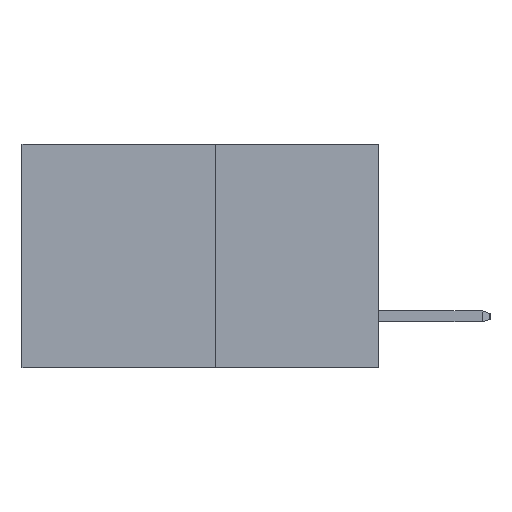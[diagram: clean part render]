
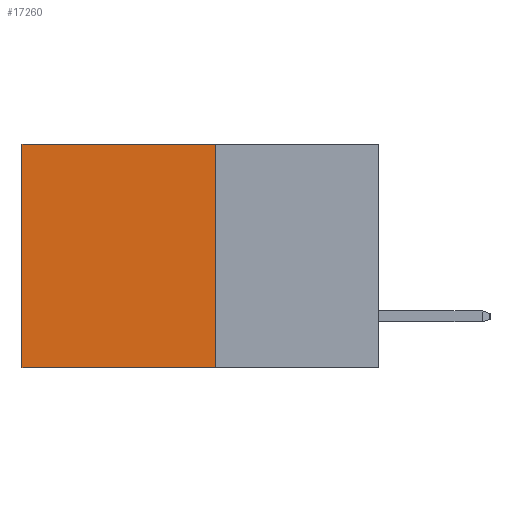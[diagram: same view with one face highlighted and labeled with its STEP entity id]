
A CAD part, left-side view. The second image highlights one B-rep face of the part: STEP entity #17260.
In plain terms, the highlighted planar face has unit normal (-1, 0, 0).
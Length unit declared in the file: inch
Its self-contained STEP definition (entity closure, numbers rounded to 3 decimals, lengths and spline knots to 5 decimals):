
#1470 = DIRECTION ( 'NONE',  ( 0., 1., 0. ) ) ;
#1491 = VERTEX_POINT ( 'NONE', #26908 ) ;
#2437 = CARTESIAN_POINT ( 'NONE',  ( 0.277, 0.27, -0.37 ) ) ;
#2798 = EDGE_CURVE ( 'NONE', #1491, #23895, #4088, .T. ) ;
#3444 = VECTOR ( 'NONE', #22564, 39.37008 ) ;
#4088 = LINE ( 'NONE', #26348, #19633 ) ;
#4614 = DIRECTION ( 'NONE',  ( 0., 0., -1. ) ) ;
#4673 = VERTEX_POINT ( 'NONE', #12596 ) ;
#4782 = ORIENTED_EDGE ( 'NONE', *, *, #16000, .F. ) ;
#5462 = VERTEX_POINT ( 'NONE', #13116 ) ;
#8373 = ORIENTED_EDGE ( 'NONE', *, *, #2798, .F. ) ;
#8960 = FACE_OUTER_BOUND ( 'NONE', #9812, .T. ) ;
#9046 = LINE ( 'NONE', #12715, #25105 ) ;
#9812 = EDGE_LOOP ( 'NONE', ( #18557, #8373, #4782, #14050 ) ) ;
#9981 = CARTESIAN_POINT ( 'NONE',  ( 0.277, 0.59, -0.37 ) ) ;
#12596 = CARTESIAN_POINT ( 'NONE',  ( 0.277, 0.27, 0. ) ) ;
#12715 = CARTESIAN_POINT ( 'NONE',  ( 0.277, 0.27, -0.37 ) ) ;
#13075 = PLANE ( 'NONE',  #22665 ) ;
#13116 = CARTESIAN_POINT ( 'NONE',  ( 0.277, 0.59, 0. ) ) ;
#14050 = ORIENTED_EDGE ( 'NONE', *, *, #17618, .T. ) ;
#16000 = EDGE_CURVE ( 'NONE', #4673, #1491, #9046, .T. ) ;
#16306 = CARTESIAN_POINT ( 'NONE',  ( 0.277, 0.59, -0.37 ) ) ;
#16980 = DIRECTION ( 'NONE',  ( 0., 0., -1. ) ) ;
#17228 = LINE ( 'NONE', #26714, #21435 ) ;
#17260 = ADVANCED_FACE ( 'NONE', ( #8960 ), #13075, .F. ) ;
#17332 = DIRECTION ( 'NONE',  ( 1., 0., 0. ) ) ;
#17618 = EDGE_CURVE ( 'NONE', #4673, #5462, #17228, .T. ) ;
#18557 = ORIENTED_EDGE ( 'NONE', *, *, #25986, .T. ) ;
#19633 = VECTOR ( 'NONE', #19970, 39.37008 ) ;
#19970 = DIRECTION ( 'NONE',  ( 0., 1., 0. ) ) ;
#21435 = VECTOR ( 'NONE', #1470, 39.37008 ) ;
#22564 = DIRECTION ( 'NONE',  ( 0., 0., -1. ) ) ;
#22665 = AXIS2_PLACEMENT_3D ( 'NONE', #2437, #17332, #4614 ) ;
#23895 = VERTEX_POINT ( 'NONE', #9981 ) ;
#25105 = VECTOR ( 'NONE', #16980, 39.37008 ) ;
#25829 = LINE ( 'NONE', #16306, #3444 ) ;
#25986 = EDGE_CURVE ( 'NONE', #5462, #23895, #25829, .T. ) ;
#26348 = CARTESIAN_POINT ( 'NONE',  ( 0.277, 0.27, -0.37 ) ) ;
#26714 = CARTESIAN_POINT ( 'NONE',  ( 0.277, 0.27, 0. ) ) ;
#26908 = CARTESIAN_POINT ( 'NONE',  ( 0.277, 0.27, -0.37 ) ) ;
